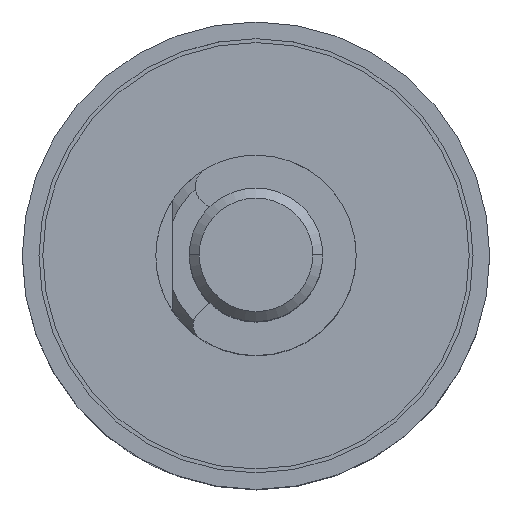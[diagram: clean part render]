
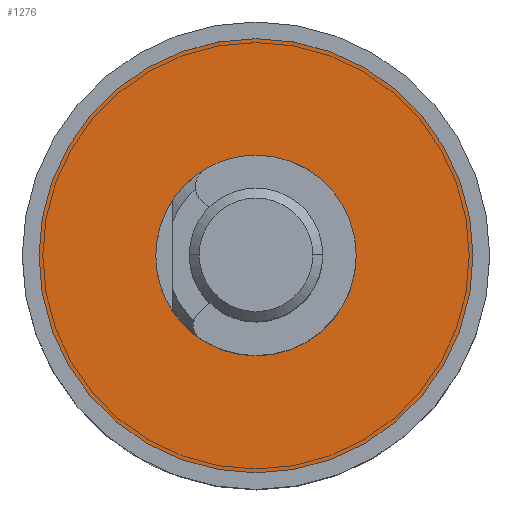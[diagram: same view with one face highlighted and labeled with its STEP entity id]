
A CAD part, top view. The second image highlights one B-rep face of the part: STEP entity #1276.
In plain terms, the highlighted planar face has unit normal (0, 0, 1).
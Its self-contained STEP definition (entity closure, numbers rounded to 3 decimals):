
#359 = CIRCLE ( 'NONE', #6319, 3. ) ;
#448 = DIRECTION ( 'NONE',  ( 0., 0., 1. ) ) ;
#474 = CARTESIAN_POINT ( 'NONE',  ( 3., 0., 0.5 ) ) ;
#853 = EDGE_CURVE ( 'NONE', #4389, #10852, #359, .T. ) ;
#1276 = ADVANCED_FACE ( 'NONE', ( #2962, #9214 ), #11602, .T. ) ;
#1907 = EDGE_CURVE ( 'NONE', #10852, #4389, #10665, .T. ) ;
#2448 = ORIENTED_EDGE ( 'NONE', *, *, #853, .T. ) ;
#2883 = DIRECTION ( 'NONE',  ( 1., 0., 0. ) ) ;
#2962 = FACE_BOUND ( 'NONE', #11806, .T. ) ;
#3188 = CARTESIAN_POINT ( 'NONE',  ( 6.5, 0., 0.5 ) ) ;
#3358 = CIRCLE ( 'NONE', #11374, 6.5 ) ;
#3417 = AXIS2_PLACEMENT_3D ( 'NONE', #474, #6960, #7910 ) ;
#3653 = AXIS2_PLACEMENT_3D ( 'NONE', #4328, #8926, #10849 ) ;
#3777 = CARTESIAN_POINT ( 'NONE',  ( 0., 0., 0.5 ) ) ;
#3807 = VERTEX_POINT ( 'NONE', #8130 ) ;
#4263 = DIRECTION ( 'NONE',  ( 1., 0., 0. ) ) ;
#4328 = CARTESIAN_POINT ( 'NONE',  ( 0., 0., 0.5 ) ) ;
#4389 = VERTEX_POINT ( 'NONE', #11061 ) ;
#4528 = CIRCLE ( 'NONE', #11213, 6.5 ) ;
#5643 = ORIENTED_EDGE ( 'NONE', *, *, #5963, .T. ) ;
#5712 = DIRECTION ( 'NONE',  ( 0., 0., 1. ) ) ;
#5963 = EDGE_CURVE ( 'NONE', #3807, #11870, #4528, .T. ) ;
#6050 = CARTESIAN_POINT ( 'NONE',  ( 0., 0., 0.5 ) ) ;
#6061 = EDGE_LOOP ( 'NONE', ( #10481, #5643 ) ) ;
#6319 = AXIS2_PLACEMENT_3D ( 'NONE', #10122, #10167, #9309 ) ;
#6960 = DIRECTION ( 'NONE',  ( 0., 0., 1. ) ) ;
#7304 = EDGE_CURVE ( 'NONE', #11870, #3807, #3358, .T. ) ;
#7910 = DIRECTION ( 'NONE',  ( 1., 0., 0. ) ) ;
#8130 = CARTESIAN_POINT ( 'NONE',  ( -6.5, 0., 0.5 ) ) ;
#8316 = ORIENTED_EDGE ( 'NONE', *, *, #1907, .T. ) ;
#8926 = DIRECTION ( 'NONE',  ( 0., 0., -1. ) ) ;
#9214 = FACE_OUTER_BOUND ( 'NONE', #6061, .T. ) ;
#9309 = DIRECTION ( 'NONE',  ( -1., 0., 0. ) ) ;
#9674 = CARTESIAN_POINT ( 'NONE',  ( 3., 0., 0.5 ) ) ;
#10122 = CARTESIAN_POINT ( 'NONE',  ( 0., 0., 0.5 ) ) ;
#10167 = DIRECTION ( 'NONE',  ( 0., 0., -1. ) ) ;
#10481 = ORIENTED_EDGE ( 'NONE', *, *, #7304, .T. ) ;
#10665 = CIRCLE ( 'NONE', #3653, 3. ) ;
#10849 = DIRECTION ( 'NONE',  ( -1., 0., 0. ) ) ;
#10852 = VERTEX_POINT ( 'NONE', #9674 ) ;
#11061 = CARTESIAN_POINT ( 'NONE',  ( -3., 0., 0.5 ) ) ;
#11213 = AXIS2_PLACEMENT_3D ( 'NONE', #3777, #5712, #2883 ) ;
#11374 = AXIS2_PLACEMENT_3D ( 'NONE', #6050, #448, #4263 ) ;
#11602 = PLANE ( 'NONE',  #3417 ) ;
#11806 = EDGE_LOOP ( 'NONE', ( #2448, #8316 ) ) ;
#11870 = VERTEX_POINT ( 'NONE', #3188 ) ;
